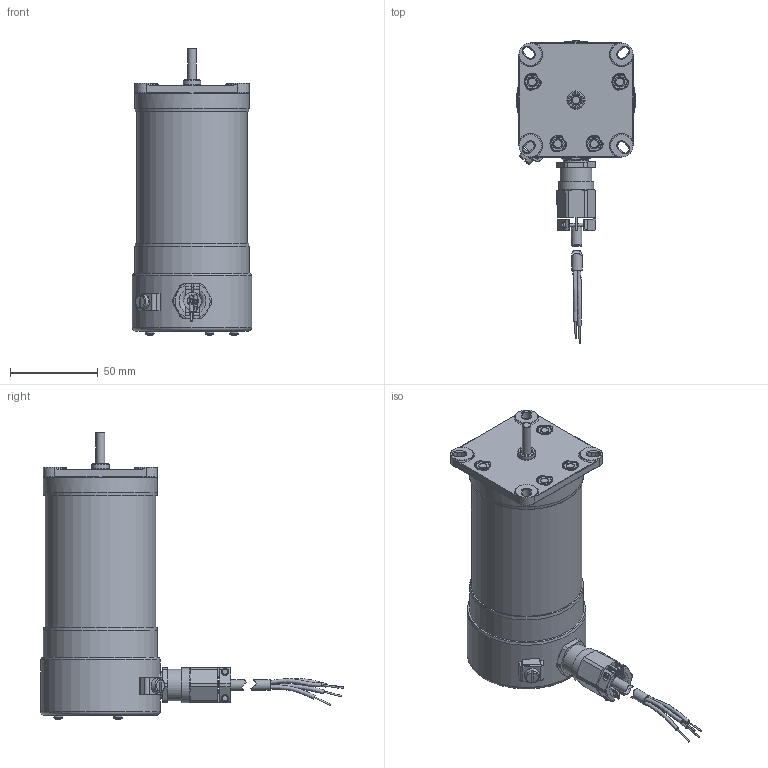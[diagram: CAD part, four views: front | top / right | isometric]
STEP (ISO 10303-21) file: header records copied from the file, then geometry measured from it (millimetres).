
FILE_DESCRIPTION((''),'2;1');
FILE_NAME('ZG_806_000001_AS80-6_Rev0.stp','2016-08-25T08:29:33',('Zeichen-PC'),(''),'Autodesk Inventor 2010','Autodesk Inventor 2010','');
FILE_SCHEMA(('AUTOMOTIVE_DESIGN { 1 0 10303 214 1 1 1 1 }'));
Length unit declared in the file: millimetre
Products named in the file (18): ZG_806_000001_AS80-6_Rev0; Klemmk-KK-M16-EX-NEU-TypOhneSG; 5008-KK-M16-EX; Erdungsklemme; Verschraubung_M16_EMSKEZ_16; DIN 7964 A M5 x 16; ASME B18.21.2M 4; ZG_6004001_G_e_50Hz_AS80-6_OhneGetriebe_Rev1; DIN EN ISO 7045 H M2,5 x 3 - 4.8 - H; SchlauchringKlemmkast; LagerschaleB3-ZG-Rev1-0; Stator-80-Platzhalter; ZG_5001012_Lagerschale_A3_Zink_Rev0; DIN EN 24035 M5; Kabel-Oelflex4Adern-Grau; SichrngLack; SichrngLack_CPY; 5010-Welle5mm
Assembly tree (25 placements, depth 3):
  ZG_806_000001_AS80-6_Rev0
    Klemmk-KK-M16-EX-NEU-TypOhneSG
      5008-KK-M16-EX
      Erdungsklemme
      Verschraubung_M16_EMSKEZ_16
      DIN 7964 A M5 x 16
      ASME B18.21.2M 4
      ZG_6004001_G_e_50Hz_AS80-6_OhneGetriebe_Rev1
      DIN EN ISO 7045 H M2,5 x 3 - 4.8 - H  x3
      SchlauchringKlemmkast
    LagerschaleB3-ZG-Rev1-0
    Stator-80-Platzhalter
    ZG_5001012_Lagerschale_A3_Zink_Rev0
    DIN EN 24035 M5  x5
    Kabel-Oelflex4Adern-Grau
    SichrngLack  x3
    SichrngLack_CPY
    5010-Welle5mm
Bounding box: 68 x 172.39 x 163.68 mm (x, y, z)
Volume: 329633.7 mm3; surface area: 98968.8 mm2
Topology: 26 solids, 26 shells, 4118 faces, 10751 edges, 7033 vertices
Faces by surface type: plane 2087, bspline 1617, cylinder 224, cone 103, torus 84, sphere 3
Full cylindrical faces by diameter (mm): 0.8 x3, 0.83 x1, 2 x4, 2.256 x3, 2.5 x3, 3 x5, 3.9 x1, 4.1 x8, 4.5 x4, 5 x2, 6 x4, 8 x1, 8.5 x2, 9.25 x1, 10 x2, 10.2 x1, 12 x3, 13 x4, 14.16 x1, 15.5 x1, 16 x3, 18 x1, 20 x1, 60 x1, 61 x3, 63 x4, 63.2 x1, 65 x4, 68 x1
Entity records: 136544 total; most frequent: CARTESIAN_POINT 49367, ORIENTED_EDGE 20340, DIRECTION 12542, EDGE_CURVE 10170, VERTEX_POINT 6771, VECTOR 6268, LINE 6268, EDGE_LOOP 4565
